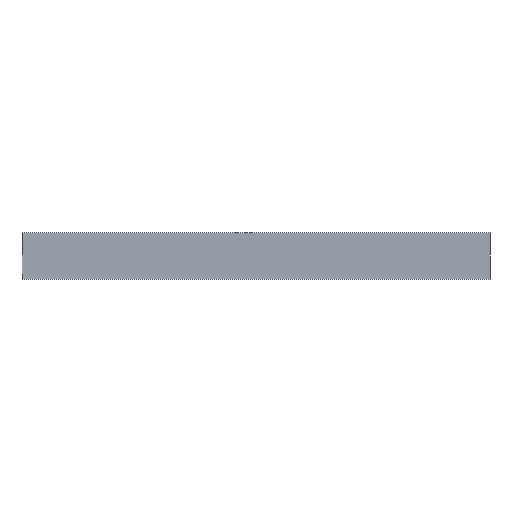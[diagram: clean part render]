
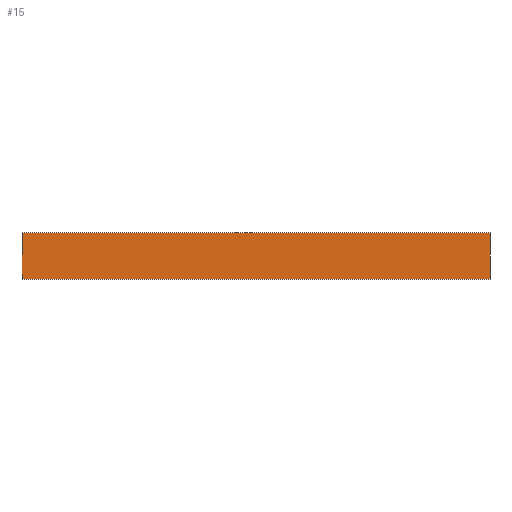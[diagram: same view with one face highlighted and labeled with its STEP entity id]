
A CAD part, top view. The second image highlights one B-rep face of the part: STEP entity #15.
In plain terms, the highlighted planar face has unit normal (0, 0, 1).
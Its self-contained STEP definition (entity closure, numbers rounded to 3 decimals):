
#15=ADVANCED_FACE('',(#16),#50,.T.);
#16=FACE_OUTER_BOUND('',#17,.T.);
#17=EDGE_LOOP('',(#18,#19,#20,#21));
#18=ORIENTED_EDGE('',*,*,#34,.T.);
#19=ORIENTED_EDGE('',*,*,#35,.T.);
#20=ORIENTED_EDGE('',*,*,#36,.T.);
#21=ORIENTED_EDGE('',*,*,#37,.T.);
#22=PCURVE('',#50,#26);
#23=PCURVE('',#50,#27);
#24=PCURVE('',#50,#28);
#25=PCURVE('',#50,#29);
#26=DEFINITIONAL_REPRESENTATION('',(#39),#101);
#27=DEFINITIONAL_REPRESENTATION('',(#41),#101);
#28=DEFINITIONAL_REPRESENTATION('',(#43),#101);
#29=DEFINITIONAL_REPRESENTATION('',(#45),#101);
#30=SURFACE_CURVE('',#38,(#22),.PCURVE_S1.);
#31=SURFACE_CURVE('',#40,(#23),.PCURVE_S1.);
#32=SURFACE_CURVE('',#42,(#24),.PCURVE_S1.);
#33=SURFACE_CURVE('',#44,(#25),.PCURVE_S1.);
#34=EDGE_CURVE('',#46,#47,#30,.T.);
#35=EDGE_CURVE('',#47,#48,#31,.T.);
#36=EDGE_CURVE('',#48,#49,#32,.T.);
#37=EDGE_CURVE('',#49,#46,#33,.T.);
#38=B_SPLINE_CURVE_WITH_KNOTS('',1,(#84,#85),.UNSPECIFIED.,.F.,.F.,(2,2),
(0.,100.),.UNSPECIFIED.);
#39=B_SPLINE_CURVE_WITH_KNOTS('',1,(#86,#87),.UNSPECIFIED.,.F.,.F.,(2,2),
(0.,100.),.UNSPECIFIED.);
#40=B_SPLINE_CURVE_WITH_KNOTS('',1,(#88,#89),.UNSPECIFIED.,.F.,.F.,(2,2),
(0.,10.),.UNSPECIFIED.);
#41=B_SPLINE_CURVE_WITH_KNOTS('',1,(#90,#91),.UNSPECIFIED.,.F.,.F.,(2,2),
(0.,10.),.UNSPECIFIED.);
#42=B_SPLINE_CURVE_WITH_KNOTS('',1,(#92,#93),.UNSPECIFIED.,.F.,.F.,(2,2),
(-100.,0.),.UNSPECIFIED.);
#43=B_SPLINE_CURVE_WITH_KNOTS('',1,(#94,#95),.UNSPECIFIED.,.F.,.F.,(2,2),
(-100.,0.),.UNSPECIFIED.);
#44=B_SPLINE_CURVE_WITH_KNOTS('',1,(#96,#97),.UNSPECIFIED.,.F.,.F.,(2,2),
(-10.,0.),.UNSPECIFIED.);
#45=B_SPLINE_CURVE_WITH_KNOTS('',1,(#98,#99),.UNSPECIFIED.,.F.,.F.,(2,2),
(-10.,0.),.UNSPECIFIED.);
#46=VERTEX_POINT('',#80);
#47=VERTEX_POINT('',#81);
#48=VERTEX_POINT('',#82);
#49=VERTEX_POINT('',#83);
#50=PLANE('',#71);
#71=AXIS2_PLACEMENT_3D('',#79,#75,$);
#75=DIRECTION('',(0.,0.,1.));
#79=CARTESIAN_POINT('',(0.,0.,0.));
#80=CARTESIAN_POINT('',(0.,0.,0.));
#81=CARTESIAN_POINT('',(100.,0.,0.));
#82=CARTESIAN_POINT('',(100.,10.,0.));
#83=CARTESIAN_POINT('',(0.,10.,0.));
#84=CARTESIAN_POINT('',(0.,0.,0.));
#85=CARTESIAN_POINT('',(100.,0.,0.));
#86=CARTESIAN_POINT('',(0.,0.));
#87=CARTESIAN_POINT('',(100.,0.));
#88=CARTESIAN_POINT('',(100.,0.,0.));
#89=CARTESIAN_POINT('',(100.,10.,0.));
#90=CARTESIAN_POINT('',(100.,0.));
#91=CARTESIAN_POINT('',(100.,10.));
#92=CARTESIAN_POINT('',(100.,10.,0.));
#93=CARTESIAN_POINT('',(0.,10.,0.));
#94=CARTESIAN_POINT('',(100.,10.));
#95=CARTESIAN_POINT('',(0.,10.));
#96=CARTESIAN_POINT('',(0.,10.,0.));
#97=CARTESIAN_POINT('',(0.,0.,0.));
#98=CARTESIAN_POINT('',(0.,10.));
#99=CARTESIAN_POINT('',(0.,0.));
#101=(
GEOMETRIC_REPRESENTATION_CONTEXT(2)
PARAMETRIC_REPRESENTATION_CONTEXT()
REPRESENTATION_CONTEXT('pspace','')
);
